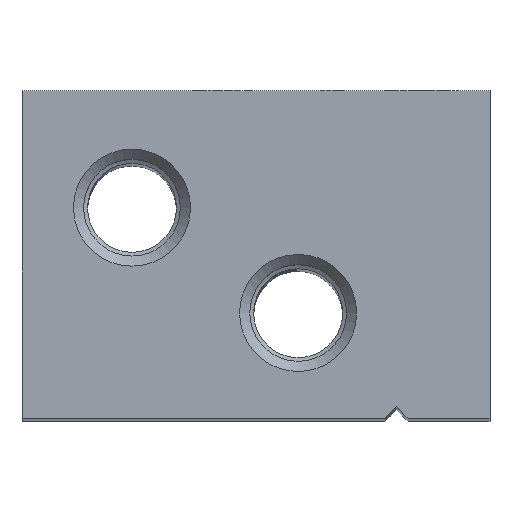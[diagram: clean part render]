
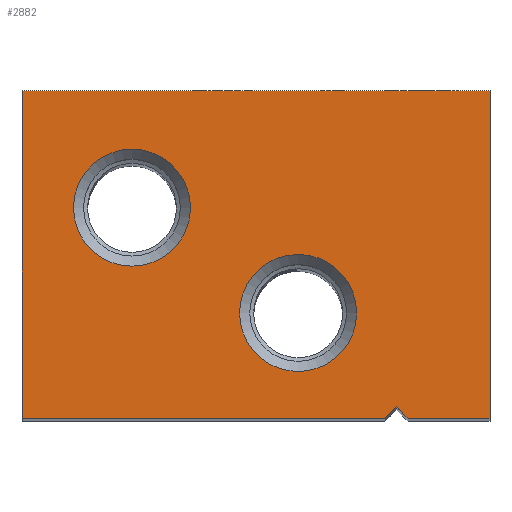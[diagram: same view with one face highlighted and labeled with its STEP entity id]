
A CAD part, top view. The second image highlights one B-rep face of the part: STEP entity #2882.
In plain terms, the highlighted planar face has unit normal (0, 0, 1).
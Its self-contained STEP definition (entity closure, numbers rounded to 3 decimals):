
#48=PLANE('',#3161);
#137=LINE('',#5041,#184);
#139=LINE('',#5047,#186);
#142=LINE('',#5054,#189);
#143=LINE('',#5059,#190);
#149=LINE('',#5079,#196);
#150=LINE('',#5081,#197);
#151=LINE('',#5083,#198);
#184=VECTOR('',#3699,1000.);
#186=VECTOR('',#3705,1000.);
#189=VECTOR('',#3712,1000.);
#190=VECTOR('',#3721,1000.);
#196=VECTOR('',#3739,1000.);
#197=VECTOR('',#3740,1000.);
#198=VECTOR('',#3741,1000.);
#287=CIRCLE('',#3162,2.5);
#288=CIRCLE('',#3163,2.5);
#625=ORIENTED_EDGE('',*,*,#1242,.T.);
#626=ORIENTED_EDGE('',*,*,#1243,.T.);
#627=ORIENTED_EDGE('',*,*,#1226,.T.);
#628=ORIENTED_EDGE('',*,*,#1223,.T.);
#629=ORIENTED_EDGE('',*,*,#1230,.T.);
#630=ORIENTED_EDGE('',*,*,#1244,.T.);
#631=ORIENTED_EDGE('',*,*,#1245,.T.);
#632=ORIENTED_EDGE('',*,*,#1246,.T.);
#633=ORIENTED_EDGE('',*,*,#1234,.T.);
#1223=EDGE_CURVE('',#1529,#1531,#137,.T.);
#1226=EDGE_CURVE('',#1533,#1529,#139,.T.);
#1230=EDGE_CURVE('',#1531,#1535,#142,.T.);
#1234=EDGE_CURVE('',#1536,#1533,#143,.T.);
#1242=EDGE_CURVE('',#1542,#1542,#287,.T.);
#1243=EDGE_CURVE('',#1543,#1543,#288,.T.);
#1244=EDGE_CURVE('',#1535,#1544,#149,.T.);
#1245=EDGE_CURVE('',#1544,#1545,#150,.T.);
#1246=EDGE_CURVE('',#1545,#1536,#151,.T.);
#1529=VERTEX_POINT('',#5036);
#1531=VERTEX_POINT('',#5040);
#1533=VERTEX_POINT('',#5045);
#1535=VERTEX_POINT('',#5053);
#1536=VERTEX_POINT('',#5060);
#1542=VERTEX_POINT('',#5076);
#1543=VERTEX_POINT('',#5078);
#1544=VERTEX_POINT('',#5080);
#1545=VERTEX_POINT('',#5082);
#1845=EDGE_LOOP('',(#625));
#1846=EDGE_LOOP('',(#626));
#1847=EDGE_LOOP('',(#627,#628,#629,#630,#631,#632,#633));
#2322=FACE_BOUND('',#1845,.T.);
#2323=FACE_BOUND('',#1846,.T.);
#2324=FACE_BOUND('',#1847,.T.);
#2882=ADVANCED_FACE('',(#2322,#2323,#2324),#48,.T.);
#3161=AXIS2_PLACEMENT_3D('',#5074,#3733,#3734);
#3162=AXIS2_PLACEMENT_3D('',#5075,#3735,#3736);
#3163=AXIS2_PLACEMENT_3D('',#5077,#3737,#3738);
#3699=DIRECTION('',(0.707,-0.707,0.));
#3705=DIRECTION('',(0.707,0.707,0.));
#3712=DIRECTION('',(1.,0.,0.));
#3721=DIRECTION('',(1.,0.,0.));
#3733=DIRECTION('',(0.,0.,1.));
#3734=DIRECTION('',(1.,0.,0.));
#3735=DIRECTION('',(0.,0.,-1.));
#3736=DIRECTION('',(-1.,0.,0.));
#3737=DIRECTION('',(0.,0.,-1.));
#3738=DIRECTION('',(-1.,0.,0.));
#3739=DIRECTION('',(0.,1.,0.));
#3740=DIRECTION('',(-1.,0.,0.));
#3741=DIRECTION('',(0.,-1.,0.));
#5036=CARTESIAN_POINT('',(6.,0.5,0.));
#5040=CARTESIAN_POINT('',(6.5,0.,0.));
#5041=CARTESIAN_POINT('',(6.,0.5,0.));
#5045=CARTESIAN_POINT('',(5.5,0.,0.));
#5047=CARTESIAN_POINT('',(5.5,0.,0.));
#5053=CARTESIAN_POINT('',(10.,0.,0.));
#5054=CARTESIAN_POINT('',(-10.,0.,0.));
#5059=CARTESIAN_POINT('',(-10.,0.,0.));
#5060=CARTESIAN_POINT('',(-10.,0.,0.));
#5074=CARTESIAN_POINT('',(0.,0.,0.));
#5075=CARTESIAN_POINT('',(1.8,4.5,0.));
#5076=CARTESIAN_POINT('',(-0.7,4.5,0.));
#5077=CARTESIAN_POINT('',(-5.3,9.,0.));
#5078=CARTESIAN_POINT('',(-7.8,9.,0.));
#5079=CARTESIAN_POINT('',(10.,0.,0.));
#5080=CARTESIAN_POINT('',(10.,14.,0.));
#5081=CARTESIAN_POINT('',(10.,14.,0.));
#5082=CARTESIAN_POINT('',(-10.,14.,0.));
#5083=CARTESIAN_POINT('',(-10.,14.,0.));
